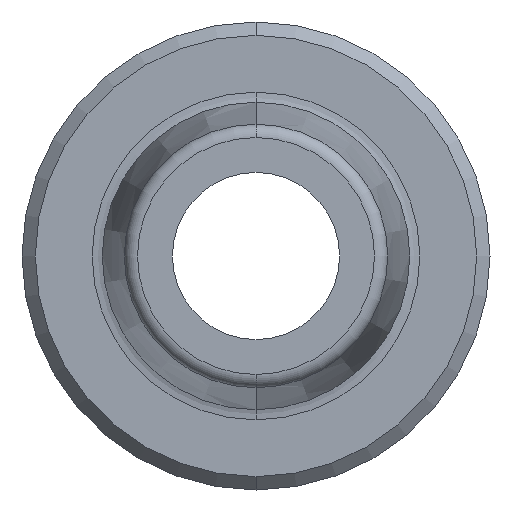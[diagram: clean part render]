
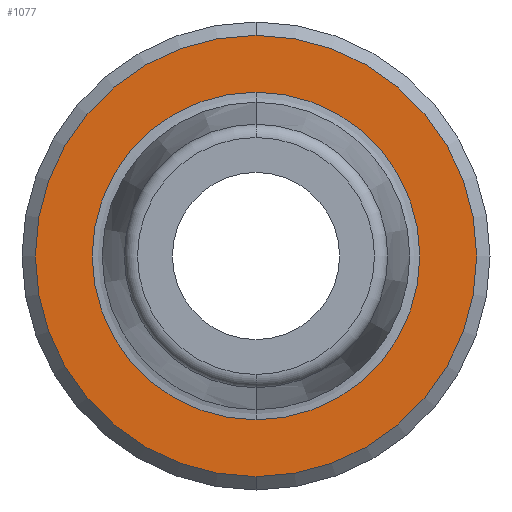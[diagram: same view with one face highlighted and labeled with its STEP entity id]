
A CAD part, front view. The second image highlights one B-rep face of the part: STEP entity #1077.
In plain terms, the highlighted planar face has unit normal (0, -1, 0).
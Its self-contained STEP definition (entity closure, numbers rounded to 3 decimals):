
#34 = ORIENTED_EDGE ( 'NONE', *, *, #1051, .T. ) ;
#39 = ORIENTED_EDGE ( 'NONE', *, *, #993, .T. ) ;
#44 = ORIENTED_EDGE ( 'NONE', *, *, #1052, .F. ) ;
#49 = ORIENTED_EDGE ( 'NONE', *, *, #997, .F. ) ;
#318 = CARTESIAN_POINT ( 'NONE',  ( 0., 13., 0. ) ) ;
#319 = DIRECTION ( 'NONE',  ( 0., -1., 0. ) ) ;
#321 = DIRECTION ( 'NONE',  ( 0., 0., -1. ) ) ;
#331 = CARTESIAN_POINT ( 'NONE',  ( 0., 13., 0. ) ) ;
#332 = DIRECTION ( 'NONE',  ( 0., -1., 0. ) ) ;
#333 = DIRECTION ( 'NONE',  ( 0., 0., -1. ) ) ;
#433 = DIRECTION ( 'NONE',  ( 0., -1., 0. ) ) ;
#459 = CARTESIAN_POINT ( 'NONE',  ( 0., 13., -2.45 ) ) ;
#486 = CARTESIAN_POINT ( 'NONE',  ( 0., 13., 3.3 ) ) ;
#487 = CARTESIAN_POINT ( 'NONE',  ( 0., 13., -3.3 ) ) ;
#499 = CARTESIAN_POINT ( 'NONE',  ( 0., 13., 0. ) ) ;
#510 = DIRECTION ( 'NONE',  ( 0., 0., -1. ) ) ;
#520 = CARTESIAN_POINT ( 'NONE',  ( 2.45, 13., 0. ) ) ;
#521 = PLANE ( 'NONE',  #680 ) ;
#582 = DIRECTION ( 'NONE',  ( 0., 0., -1. ) ) ;
#587 = DIRECTION ( 'NONE',  ( 0., -1., 0. ) ) ;
#633 = CARTESIAN_POINT ( 'NONE',  ( 0., 13., 0. ) ) ;
#641 = DIRECTION ( 'NONE',  ( 0., -1., 0. ) ) ;
#642 = CARTESIAN_POINT ( 'NONE',  ( 0., 13., 2.45 ) ) ;
#659 = DIRECTION ( 'NONE',  ( 0., 0., -1. ) ) ;
#666 = AXIS2_PLACEMENT_3D ( 'NONE', #499, #641, #510 ) ;
#680 = AXIS2_PLACEMENT_3D ( 'NONE', #520, #587, #582 ) ;
#718 = CIRCLE ( 'NONE', #666, 2.45 ) ;
#776 = CIRCLE ( 'NONE', #795, 3.3 ) ;
#795 = AXIS2_PLACEMENT_3D ( 'NONE', #633, #433, #659 ) ;
#848 = AXIS2_PLACEMENT_3D ( 'NONE', #331, #332, #333 ) ;
#851 = CIRCLE ( 'NONE', #848, 2.45 ) ;
#868 = AXIS2_PLACEMENT_3D ( 'NONE', #318, #319, #321 ) ;
#927 = CIRCLE ( 'NONE', #868, 3.3 ) ;
#993 = EDGE_CURVE ( 'NONE', #1260, #1248, #927, .T. ) ;
#997 = EDGE_CURVE ( 'NONE', #1174, #1310, #851, .T. ) ;
#1051 = EDGE_CURVE ( 'NONE', #1248, #1260, #776, .T. ) ;
#1052 = EDGE_CURVE ( 'NONE', #1310, #1174, #718, .T. ) ;
#1077 = ADVANCED_FACE ( 'NONE', ( #1338, #1355 ), #521, .T. ) ;
#1150 = EDGE_LOOP ( 'NONE', ( #34, #39 ) ) ;
#1174 = VERTEX_POINT ( 'NONE', #642 ) ;
#1248 = VERTEX_POINT ( 'NONE', #486 ) ;
#1260 = VERTEX_POINT ( 'NONE', #487 ) ;
#1261 = EDGE_LOOP ( 'NONE', ( #44, #49 ) ) ;
#1310 = VERTEX_POINT ( 'NONE', #459 ) ;
#1338 = FACE_OUTER_BOUND ( 'NONE', #1150, .T. ) ;
#1355 = FACE_BOUND ( 'NONE', #1261, .T. ) ;
